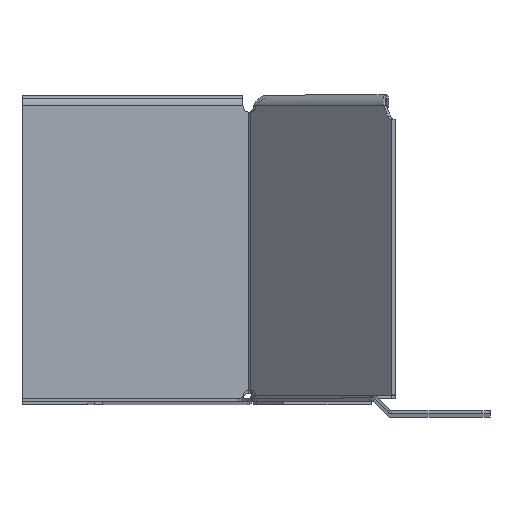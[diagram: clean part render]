
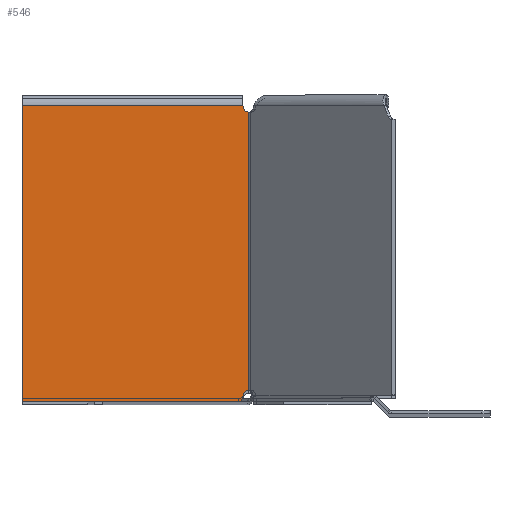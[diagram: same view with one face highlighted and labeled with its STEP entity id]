
A CAD part, top view. The second image highlights one B-rep face of the part: STEP entity #546.
In plain terms, the highlighted face is planar.
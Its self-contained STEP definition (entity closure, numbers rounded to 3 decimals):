
#29 = CARTESIAN_POINT ( 'NONE',  ( -79.35, 1.75, -6.75 ) ) ;
#34 = CARTESIAN_POINT ( 'NONE',  ( -79.118, 4., -6.75 ) ) ;
#59 = DIRECTION ( 'NONE',  ( 0., 0., -1. ) ) ;
#83 = EDGE_CURVE ( 'NONE', #1790, #3687, #5366, .T. ) ;
#116 = ORIENTED_EDGE ( 'NONE', *, *, #2760, .T. ) ;
#129 = EDGE_CURVE ( 'NONE', #2406, #2345, #2211, .T. ) ;
#218 = CARTESIAN_POINT ( 'NONE',  ( -76.95, 1.47, -6.75 ) ) ;
#246 = ORIENTED_EDGE ( 'NONE', *, *, #4854, .T. ) ;
#292 = B_SPLINE_CURVE_WITH_KNOTS ( 'NONE', 3,
 ( #4404, #3065, #34, #2135 ),
 .UNSPECIFIED., .F., .F.,
 ( 4, 4 ),
 ( 0.002, 0.002 ),
 .UNSPECIFIED. ) ;
#327 = DIRECTION ( 'NONE',  ( -1., 0., 0. ) ) ;
#333 = AXIS2_PLACEMENT_3D ( 'NONE', #3609, #2293, #4865 ) ;
#359 = PLANE ( 'NONE',  #1735 ) ;
#546 = ADVANCED_FACE ( 'NONE', ( #5206 ), #359, .F. ) ;
#687 = EDGE_CURVE ( 'NONE', #3719, #3316, #1183, .T. ) ;
#857 = LINE ( 'NONE', #914, #2743 ) ;
#914 = CARTESIAN_POINT ( 'NONE',  ( 0., 1.75, -6.75 ) ) ;
#933 = ORIENTED_EDGE ( 'NONE', *, *, #5299, .F. ) ;
#1118 = CARTESIAN_POINT ( 'NONE',  ( 0., 1.75, -6.75 ) ) ;
#1164 = CARTESIAN_POINT ( 'NONE',  ( -77.1, 1.75, -6.75 ) ) ;
#1183 = CIRCLE ( 'NONE', #4998, 2.25 ) ;
#1218 = CARTESIAN_POINT ( 'NONE',  ( -79.187, 101., -6.75 ) ) ;
#1259 = VERTEX_POINT ( 'NONE', #3044 ) ;
#1288 = DIRECTION ( 'NONE',  ( 0., -1., 0. ) ) ;
#1321 = DIRECTION ( 'NONE',  ( -1., 0., 0. ) ) ;
#1462 = CARTESIAN_POINT ( 'NONE',  ( 0., 103.25, -6.75 ) ) ;
#1572 = ORIENTED_EDGE ( 'NONE', *, *, #1762, .T. ) ;
#1735 = AXIS2_PLACEMENT_3D ( 'NONE', #3822, #2512, #327 ) ;
#1750 = B_SPLINE_CURVE_WITH_KNOTS ( 'NONE', 3,
 ( #3114, #3903, #4842, #3957 ),
 .UNSPECIFIED., .F., .F.,
 ( 4, 4 ),
 ( 0.002, 0.002 ),
 .UNSPECIFIED. ) ;
#1762 = EDGE_CURVE ( 'NONE', #5224, #1259, #857, .T. ) ;
#1790 = VERTEX_POINT ( 'NONE', #5487 ) ;
#1794 = CARTESIAN_POINT ( 'NONE',  ( -206.54, 103.25, -6.75 ) ) ;
#2135 = CARTESIAN_POINT ( 'NONE',  ( -79.187, 4., -6.75 ) ) ;
#2152 = CARTESIAN_POINT ( 'NONE',  ( 0., 0., -6.75 ) ) ;
#2164 = CARTESIAN_POINT ( 'NONE',  ( -78.98, 3.969, -6.75 ) ) ;
#2211 = LINE ( 'NONE', #3986, #4142 ) ;
#2293 = DIRECTION ( 'NONE',  ( 0., 0., -1. ) ) ;
#2345 = VERTEX_POINT ( 'NONE', #3949 ) ;
#2406 = VERTEX_POINT ( 'NONE', #1218 ) ;
#2512 = DIRECTION ( 'NONE',  ( 0., 0., 1. ) ) ;
#2545 = LINE ( 'NONE', #5272, #3322 ) ;
#2553 = EDGE_CURVE ( 'NONE', #3316, #2718, #3115, .T. ) ;
#2692 = LINE ( 'NONE', #1794, #3145 ) ;
#2718 = VERTEX_POINT ( 'NONE', #4353 ) ;
#2743 = VECTOR ( 'NONE', #1288, 1000. ) ;
#2760 = EDGE_CURVE ( 'NONE', #1259, #2718, #2545, .T. ) ;
#2827 = ORIENTED_EDGE ( 'NONE', *, *, #687, .F. ) ;
#2868 = CARTESIAN_POINT ( 'NONE',  ( -76.547, 0.607, -6.75 ) ) ;
#2873 = EDGE_CURVE ( 'NONE', #1790, #5424, #2692, .T. ) ;
#3044 = CARTESIAN_POINT ( 'NONE',  ( 0., 0., -6.75 ) ) ;
#3065 = CARTESIAN_POINT ( 'NONE',  ( -79.049, 3.985, -6.75 ) ) ;
#3078 = EDGE_CURVE ( 'NONE', #5224, #5424, #4868, .T. ) ;
#3085 = DIRECTION ( 'NONE',  ( 0., 1., 0. ) ) ;
#3114 = CARTESIAN_POINT ( 'NONE',  ( -78.98, 101.031, -6.75 ) ) ;
#3115 = B_SPLINE_CURVE_WITH_KNOTS ( 'NONE', 3,
 ( #5065, #218, #5561, #2868, #4648, #3735 ),
 .UNSPECIFIED., .F., .F.,
 ( 4, 2, 4 ),
 ( 0.005, 0.006, 0.006 ),
 .UNSPECIFIED. ) ;
#3145 = VECTOR ( 'NONE', #4468, 1000. ) ;
#3316 = VERTEX_POINT ( 'NONE', #1164 ) ;
#3322 = VECTOR ( 'NONE', #1321, 1000. ) ;
#3480 = ORIENTED_EDGE ( 'NONE', *, *, #129, .F. ) ;
#3541 = ORIENTED_EDGE ( 'NONE', *, *, #3078, .F. ) ;
#3609 = CARTESIAN_POINT ( 'NONE',  ( -79.35, 103.25, -6.75 ) ) ;
#3687 = VERTEX_POINT ( 'NONE', #3803 ) ;
#3719 = VERTEX_POINT ( 'NONE', #2164 ) ;
#3735 = CARTESIAN_POINT ( 'NONE',  ( -76.361, 0., -6.75 ) ) ;
#3803 = CARTESIAN_POINT ( 'NONE',  ( -78.98, 101.031, -6.75 ) ) ;
#3822 = CARTESIAN_POINT ( 'NONE',  ( -206.54, 0., -6.75 ) ) ;
#3823 = ORIENTED_EDGE ( 'NONE', *, *, #83, .F. ) ;
#3901 = ORIENTED_EDGE ( 'NONE', *, *, #2553, .F. ) ;
#3903 = CARTESIAN_POINT ( 'NONE',  ( -79.049, 101.015, -6.75 ) ) ;
#3949 = CARTESIAN_POINT ( 'NONE',  ( -79.187, 4., -6.75 ) ) ;
#3957 = CARTESIAN_POINT ( 'NONE',  ( -79.187, 101., -6.75 ) ) ;
#3986 = CARTESIAN_POINT ( 'NONE',  ( -79.187, 0., -6.75 ) ) ;
#4142 = VECTOR ( 'NONE', #5779, 1000. ) ;
#4164 = VECTOR ( 'NONE', #3085, 1000. ) ;
#4353 = CARTESIAN_POINT ( 'NONE',  ( -76.361, 0., -6.75 ) ) ;
#4404 = CARTESIAN_POINT ( 'NONE',  ( -78.98, 3.969, -6.75 ) ) ;
#4459 = DIRECTION ( 'NONE',  ( 0., 1., 0. ) ) ;
#4468 = DIRECTION ( 'NONE',  ( 1., 0., 0. ) ) ;
#4648 = CARTESIAN_POINT ( 'NONE',  ( -76.443, 0.306, -6.75 ) ) ;
#4842 = CARTESIAN_POINT ( 'NONE',  ( -79.118, 101., -6.75 ) ) ;
#4854 = EDGE_CURVE ( 'NONE', #3719, #2345, #292, .T. ) ;
#4865 = DIRECTION ( 'NONE',  ( 0., 1., 0. ) ) ;
#4868 = LINE ( 'NONE', #2152, #4164 ) ;
#4998 = AXIS2_PLACEMENT_3D ( 'NONE', #29, #59, #4459 ) ;
#5065 = CARTESIAN_POINT ( 'NONE',  ( -77.1, 1.75, -6.75 ) ) ;
#5206 = FACE_OUTER_BOUND ( 'NONE', #5748, .T. ) ;
#5224 = VERTEX_POINT ( 'NONE', #1118 ) ;
#5272 = CARTESIAN_POINT ( 'NONE',  ( -206.54, 0., -6.75 ) ) ;
#5299 = EDGE_CURVE ( 'NONE', #3687, #2406, #1750, .T. ) ;
#5366 = CIRCLE ( 'NONE', #333, 2.25 ) ;
#5424 = VERTEX_POINT ( 'NONE', #1462 ) ;
#5487 = CARTESIAN_POINT ( 'NONE',  ( -77.1, 103.25, -6.75 ) ) ;
#5531 = ORIENTED_EDGE ( 'NONE', *, *, #2873, .T. ) ;
#5561 = CARTESIAN_POINT ( 'NONE',  ( -76.8, 1.19, -6.75 ) ) ;
#5748 = EDGE_LOOP ( 'NONE', ( #2827, #246, #3480, #933, #3823, #5531, #3541, #1572, #116, #3901 ) ) ;
#5779 = DIRECTION ( 'NONE',  ( 0., -1., 0. ) ) ;
